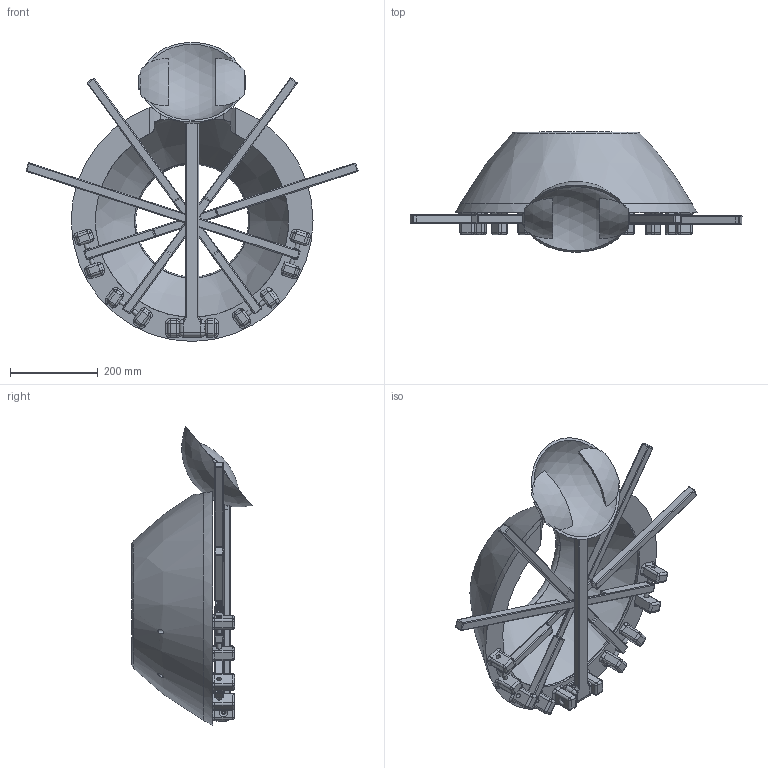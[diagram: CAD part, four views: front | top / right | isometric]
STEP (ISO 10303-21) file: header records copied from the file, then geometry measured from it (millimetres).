
FILE_DESCRIPTION(/* description */ (''),/* implementation_level */ '2;1');
FILE_NAME(/* name */ 'DD_Robocon_receiving.step',/* time_stamp */ '2025-07-12T10:25:01+05:30',/* author */ (''),/* organization */ (''),/* preprocessor_version */ 'ST-DEVELOPER v20.1',/* originating_system */ 'Autodesk Translation Framework v14.10.0.0',/* authorisation */ '');
FILE_SCHEMA (('AUTOMOTIVE_DESIGN { 1 0 10303 214 3 1 1 }'));
Length unit declared in the file: millimetre
Products named in the file (8): (Unsaved); Basketball_Recieve; Component2; Arm3; Arm4; Dunk arm; Grips; Grips v4(Mirror)
Assembly tree (9 placements, depth 3):
  (Unsaved)
    Basketball_Recieve
      Component2
      Arm3  x2
      Arm4  x2
      Dunk arm
      Grips
      Grips v4(Mirror)
Bounding box: 755.05 x 273.28 x 679.73 mm (x, y, z)
Volume: 7331799.6 mm3; surface area: 1328257.8 mm2
Topology: 9 solids, 18 shells, 709 faces, 1515 edges, 854 vertices
Faces by surface type: cylinder 270, plane 182, sphere 109, torus 88, bspline 60
Full cylindrical faces by diameter (mm): 10 x24
Entity records: 18920 total; most frequent: CARTESIAN_POINT 6734, DIRECTION 2643, ORIENTED_EDGE 2378, EDGE_CURVE 1189, AXIS2_PLACEMENT_3D 1082, VERTEX_POINT 678, EDGE_LOOP 593, CIRCLE 562
